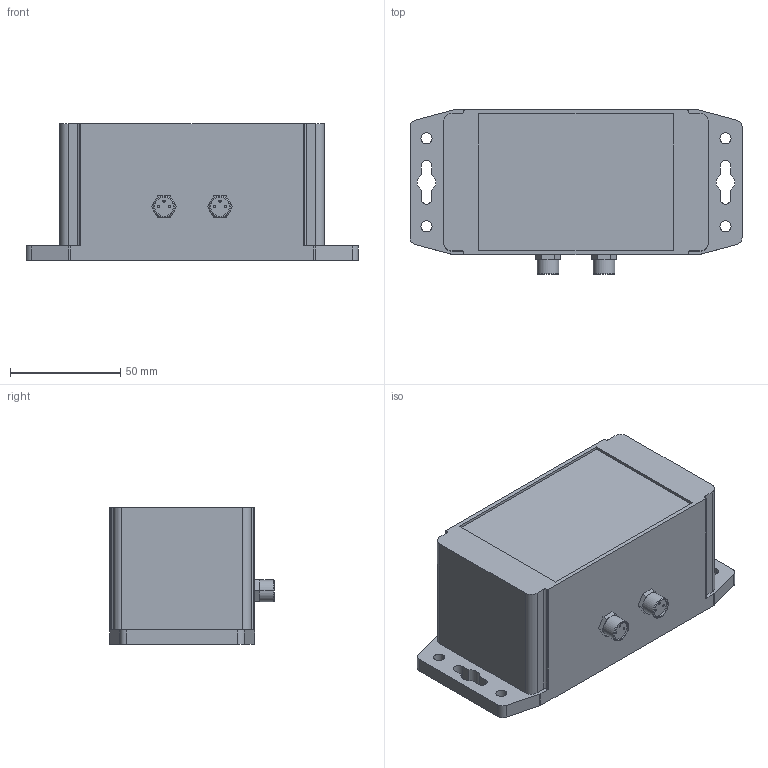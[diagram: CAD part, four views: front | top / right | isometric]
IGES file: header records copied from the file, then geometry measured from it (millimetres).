
Start section:  PTC IGES file: ilc33011104.igs
Global section: file name: ilc33011104.igs; native system: Creo Parametric by Parametric Technology Corporation; preprocessor: 2013320; author: jdw; organization: Unknown; date: 20180716.101535; units: inch
Bounding box: 150.77 x 74.68 x 62 mm (x, y, z)
Surface area: 43692.2 mm2 (no closed solid volume)
Topology: 0 solids, 0 shells, 129 faces, 664 edges, 664 vertices
Faces by surface type: bspline 69, revolution 60
